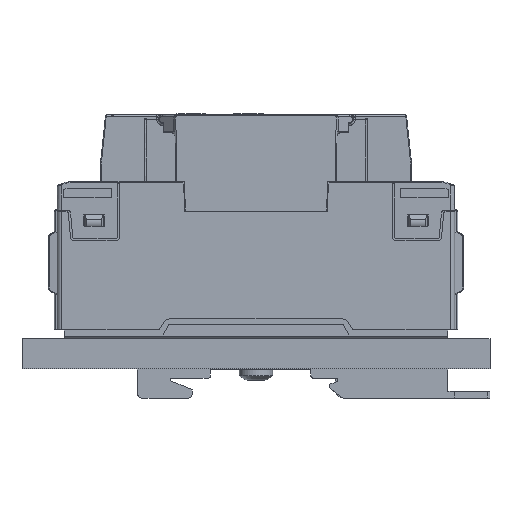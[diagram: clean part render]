
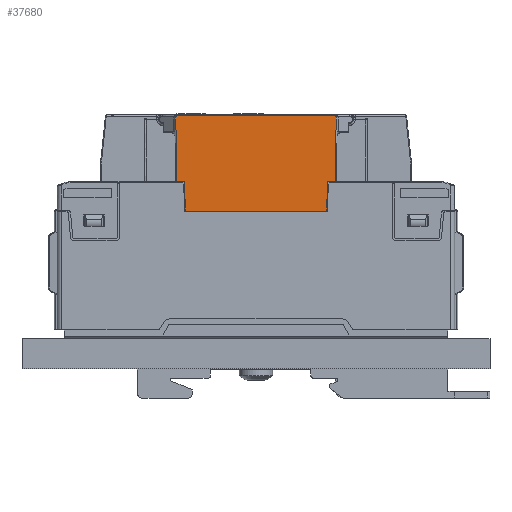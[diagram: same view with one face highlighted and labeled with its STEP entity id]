
A CAD part, left-side view. The second image highlights one B-rep face of the part: STEP entity #37680.
In plain terms, the highlighted planar face has unit normal (-1, 0, 0).
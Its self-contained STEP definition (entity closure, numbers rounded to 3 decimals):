
#5713=CARTESIAN_POINT('',(-17.9,16.15,35.82));
#5714=VERTEX_POINT('',#5713);
#5721=CARTESIAN_POINT('',(-17.9,18.017,35.82));
#5722=VERTEX_POINT('',#5721);
#5723=CARTESIAN_POINT('',(-17.9,18.017,35.82));
#5724=DIRECTION('',(0.0,-1.0,0.0));
#5725=VECTOR('',#5724,1.867);
#5726=LINE('',#5723,#5725);
#5727=EDGE_CURVE('',#5722,#5714,#5726,.T.);
#13969=CARTESIAN_POINT('',(-17.9,17.846,50.82));
#13970=VERTEX_POINT('',#13969);
#13979=CARTESIAN_POINT('',(-17.9,18.146,50.517));
#13980=VERTEX_POINT('',#13979);
#13988=CARTESIAN_POINT('',(-17.9,17.846,50.52));
#13989=DIRECTION('',(-1.0,0.,0.));
#13990=DIRECTION('',(0.,0.71,0.704));
#13991=AXIS2_PLACEMENT_3D('',#13988,#13989,#13990);
#13992=CIRCLE('',#13991,0.3);
#13993=EDGE_CURVE('',#13970,#13980,#13992,.T.);
#14205=CARTESIAN_POINT('',(-17.9,-17.846,50.82));
#14206=VERTEX_POINT('',#14205);
#14207=CARTESIAN_POINT('',(-17.9,17.846,50.82));
#14208=DIRECTION('',(0.0,-1.0,0.0));
#14209=VECTOR('',#14208,35.691);
#14210=LINE('',#14207,#14209);
#14211=EDGE_CURVE('',#13970,#14206,#14210,.T.);
#17552=CARTESIAN_POINT('',(-17.9,-18.146,50.517));
#17553=VERTEX_POINT('',#17552);
#17554=CARTESIAN_POINT('',(-17.9,-17.846,50.52));
#17555=DIRECTION('',(1.0,0.,0.));
#17556=DIRECTION('',(0.,-0.71,0.704));
#17557=AXIS2_PLACEMENT_3D('',#17554,#17555,#17556);
#17558=CIRCLE('',#17557,0.3);
#17559=EDGE_CURVE('',#14206,#17553,#17558,.T.);
#29546=CARTESIAN_POINT('',(-17.9,18.146,50.517));
#29547=DIRECTION('',(0.,-0.009,-1.));
#29548=VECTOR('',#29547,14.698);
#29549=LINE('',#29546,#29548);
#29550=EDGE_CURVE('',#13980,#5722,#29549,.T.);
#36674=CARTESIAN_POINT('',(-17.9,-16.035,29.22));
#36675=VERTEX_POINT('',#36674);
#36682=CARTESIAN_POINT('',(-17.9,16.035,29.22));
#36683=VERTEX_POINT('',#36682);
#36684=CARTESIAN_POINT('',(-17.9,16.035,29.22));
#36685=DIRECTION('',(0.0,-1.0,0.0));
#36686=VECTOR('',#36685,32.07);
#36687=LINE('',#36684,#36686);
#36688=EDGE_CURVE('',#36683,#36675,#36687,.T.);
#36946=CARTESIAN_POINT('',(-17.9,-16.15,35.82));
#36947=VERTEX_POINT('',#36946);
#36954=CARTESIAN_POINT('',(-17.9,-16.15,35.82));
#36955=DIRECTION('',(0.0,0.017,-1.));
#36956=VECTOR('',#36955,6.601);
#36957=LINE('',#36954,#36956);
#36958=EDGE_CURVE('',#36947,#36675,#36957,.T.);
#37626=CARTESIAN_POINT('',(-17.9,-18.017,35.82));
#37627=VERTEX_POINT('',#37626);
#37628=CARTESIAN_POINT('',(-17.9,-18.146,50.517));
#37629=DIRECTION('',(0.,0.009,-1.));
#37630=VECTOR('',#37629,14.698);
#37631=LINE('',#37628,#37630);
#37632=EDGE_CURVE('',#17553,#37627,#37631,.T.);
#37653=CARTESIAN_POINT('',(-17.9,-10.6,50.597));
#37654=DIRECTION('',(-1.0,0.0,0.0));
#37655=DIRECTION('',(0.0,0.0,1.0));
#37656=AXIS2_PLACEMENT_3D('',#37653,#37654,#37655);
#37657=PLANE('',#37656);
#37658=ORIENTED_EDGE('',*,*,#29550,.T.);
#37659=ORIENTED_EDGE('',*,*,#5727,.T.);
#37660=CARTESIAN_POINT('',(-17.9,16.15,35.82));
#37661=DIRECTION('',(0.0,-0.017,-1.));
#37662=VECTOR('',#37661,6.601);
#37663=LINE('',#37660,#37662);
#37664=EDGE_CURVE('',#5714,#36683,#37663,.T.);
#37665=ORIENTED_EDGE('',*,*,#37664,.T.);
#37666=ORIENTED_EDGE('',*,*,#36688,.T.);
#37667=ORIENTED_EDGE('',*,*,#36958,.F.);
#37668=CARTESIAN_POINT('',(-17.9,-16.15,35.82));
#37669=DIRECTION('',(0.0,-1.0,0.0));
#37670=VECTOR('',#37669,1.867);
#37671=LINE('',#37668,#37670);
#37672=EDGE_CURVE('',#36947,#37627,#37671,.T.);
#37673=ORIENTED_EDGE('',*,*,#37672,.T.);
#37674=ORIENTED_EDGE('',*,*,#37632,.F.);
#37675=ORIENTED_EDGE('',*,*,#17559,.F.);
#37676=ORIENTED_EDGE('',*,*,#14211,.F.);
#37677=ORIENTED_EDGE('',*,*,#13993,.T.);
#37678=EDGE_LOOP('',(#37658,#37659,#37665,#37666,#37667,#37673,#37674,#37675,#37676,#37677));
#37679=FACE_OUTER_BOUND('',#37678,.T.);
#37680=ADVANCED_FACE('',(#37679),#37657,.T.);
